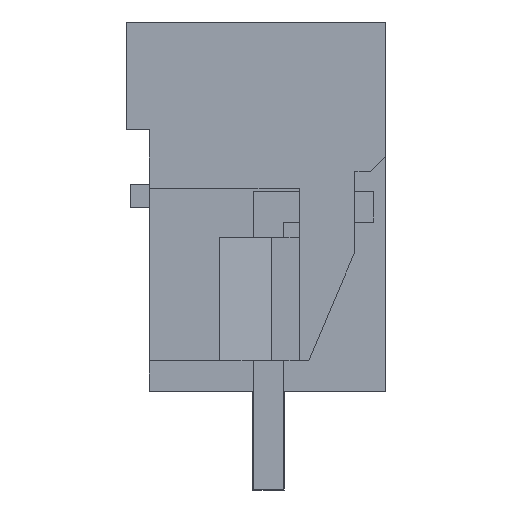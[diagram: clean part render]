
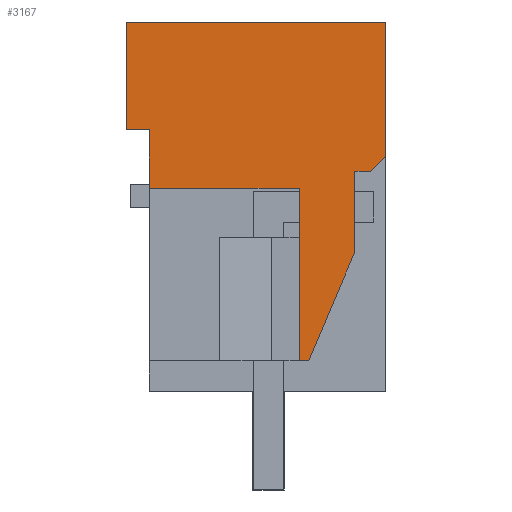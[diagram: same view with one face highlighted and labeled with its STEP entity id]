
A CAD part, left-side view. The second image highlights one B-rep face of the part: STEP entity #3167.
In plain terms, the highlighted planar face has unit normal (-1, 0, 0).
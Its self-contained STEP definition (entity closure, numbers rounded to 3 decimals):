
#3092=AXIS2_PLACEMENT_3D('Plane Axis2P3D',#3089,#3090,#3091) ;
#1521=CARTESIAN_POINT('Vertex',(0.,0.,15.2)) ;
#1524=CARTESIAN_POINT('Line Origine',(0.,0.,13.023)) ;
#1528=CARTESIAN_POINT('Vertex',(0.,0.,10.846)) ;
#2203=CARTESIAN_POINT('Vertex',(0.,7.68,9.8)) ;
#2206=CARTESIAN_POINT('Line Origine',(0.,7.68,10.75)) ;
#2210=CARTESIAN_POINT('Vertex',(0.,7.68,11.7)) ;
#3070=CARTESIAN_POINT('Line Origine',(0.,0.25,10.596)) ;
#3074=CARTESIAN_POINT('Vertex',(0.,0.5,10.346)) ;
#3089=CARTESIAN_POINT('Axis2P3D Location',(0.,-1.5,3.2)) ;
#3094=CARTESIAN_POINT('Line Origine',(0.,4.215,15.2)) ;
#3098=CARTESIAN_POINT('Vertex',(0.,8.43,15.2)) ;
#3101=CARTESIAN_POINT('Line Origine',(0.,8.43,13.45)) ;
#3105=CARTESIAN_POINT('Vertex',(0.,8.43,11.7)) ;
#3108=CARTESIAN_POINT('Line Origine',(0.,8.055,11.7)) ;
#3113=CARTESIAN_POINT('Line Origine',(0.,5.245,9.8)) ;
#3117=CARTESIAN_POINT('Vertex',(0.,2.81,9.8)) ;
#3120=CARTESIAN_POINT('Line Origine',(0.,2.81,7.)) ;
#3124=CARTESIAN_POINT('Vertex',(0.,2.81,4.2)) ;
#3127=CARTESIAN_POINT('Line Origine',(0.,2.655,4.2)) ;
#3131=CARTESIAN_POINT('Vertex',(0.,2.501,4.2)) ;
#3134=CARTESIAN_POINT('Line Origine',(0.,1.752,5.968)) ;
#3138=CARTESIAN_POINT('Vertex',(0.,1.003,7.735)) ;
#3141=CARTESIAN_POINT('Line Origine',(0.,1.003,9.041)) ;
#3145=CARTESIAN_POINT('Vertex',(0.,1.003,10.346)) ;
#3148=CARTESIAN_POINT('Line Origine',(0.,0.751,10.346)) ;
#1525=DIRECTION('Vector Direction',(0.,0.,1.)) ;
#2207=DIRECTION('Vector Direction',(0.,0.,-1.)) ;
#3071=DIRECTION('Vector Direction',(0.,-0.707,0.707)) ;
#3090=DIRECTION('Axis2P3D Direction',(-1.,0.,0.)) ;
#3091=DIRECTION('Axis2P3D XDirection',(0.,0.,1.)) ;
#3095=DIRECTION('Vector Direction',(0.,1.,0.)) ;
#3102=DIRECTION('Vector Direction',(0.,0.,-1.)) ;
#3109=DIRECTION('Vector Direction',(0.,-1.,0.)) ;
#3114=DIRECTION('Vector Direction',(0.,-1.,0.)) ;
#3121=DIRECTION('Vector Direction',(0.,0.,-1.)) ;
#3128=DIRECTION('Vector Direction',(0.,1.,0.)) ;
#3135=DIRECTION('Vector Direction',(0.,0.39,-0.921)) ;
#3142=DIRECTION('Vector Direction',(0.,0.,-1.)) ;
#3149=DIRECTION('Vector Direction',(0.,-1.,0.)) ;
#1526=VECTOR('Line Direction',#1525,1.) ;
#2208=VECTOR('Line Direction',#2207,1.) ;
#3072=VECTOR('Line Direction',#3071,1.) ;
#3096=VECTOR('Line Direction',#3095,1.) ;
#3103=VECTOR('Line Direction',#3102,1.) ;
#3110=VECTOR('Line Direction',#3109,1.) ;
#3115=VECTOR('Line Direction',#3114,1.) ;
#3122=VECTOR('Line Direction',#3121,1.) ;
#3129=VECTOR('Line Direction',#3128,1.) ;
#3136=VECTOR('Line Direction',#3135,1.) ;
#3143=VECTOR('Line Direction',#3142,1.) ;
#3150=VECTOR('Line Direction',#3149,1.) ;
#3154=ORIENTED_EDGE('',*,*,#1530,.T.) ;
#3155=ORIENTED_EDGE('',*,*,#3100,.T.) ;
#3156=ORIENTED_EDGE('',*,*,#3107,.T.) ;
#3157=ORIENTED_EDGE('',*,*,#3112,.T.) ;
#3158=ORIENTED_EDGE('',*,*,#2212,.T.) ;
#3159=ORIENTED_EDGE('',*,*,#3119,.T.) ;
#3160=ORIENTED_EDGE('',*,*,#3126,.T.) ;
#3161=ORIENTED_EDGE('',*,*,#3133,.F.) ;
#3162=ORIENTED_EDGE('',*,*,#3140,.F.) ;
#3163=ORIENTED_EDGE('',*,*,#3147,.F.) ;
#3164=ORIENTED_EDGE('',*,*,#3152,.F.) ;
#3165=ORIENTED_EDGE('',*,*,#3076,.F.) ;
#3167=ADVANCED_FACE('HOUSING',(#3166),#3093,.T.) ;
#1530=EDGE_CURVE('',#1529,#1522,#1527,.T.) ;
#2212=EDGE_CURVE('',#2211,#2204,#2209,.T.) ;
#3076=EDGE_CURVE('',#1529,#3075,#3073,.F.) ;
#3100=EDGE_CURVE('',#1522,#3099,#3097,.T.) ;
#3107=EDGE_CURVE('',#3099,#3106,#3104,.T.) ;
#3112=EDGE_CURVE('',#3106,#2211,#3111,.T.) ;
#3119=EDGE_CURVE('',#2204,#3118,#3116,.T.) ;
#3126=EDGE_CURVE('',#3118,#3125,#3123,.T.) ;
#3133=EDGE_CURVE('',#3132,#3125,#3130,.T.) ;
#3140=EDGE_CURVE('',#3139,#3132,#3137,.T.) ;
#3147=EDGE_CURVE('',#3146,#3139,#3144,.T.) ;
#3152=EDGE_CURVE('',#3075,#3146,#3151,.F.) ;
#3153=EDGE_LOOP('',(#3154,#3155,#3156,#3157,#3158,#3159,#3160,#3161,#3162,#3163,#3164,#3165)) ;
#3166=FACE_OUTER_BOUND('',#3153,.T.) ;
#1527=LINE('Line',#1524,#1526) ;
#2209=LINE('Line',#2206,#2208) ;
#3073=LINE('Line',#3070,#3072) ;
#3097=LINE('Line',#3094,#3096) ;
#3104=LINE('Line',#3101,#3103) ;
#3111=LINE('Line',#3108,#3110) ;
#3116=LINE('Line',#3113,#3115) ;
#3123=LINE('Line',#3120,#3122) ;
#3130=LINE('Line',#3127,#3129) ;
#3137=LINE('Line',#3134,#3136) ;
#3144=LINE('Line',#3141,#3143) ;
#3151=LINE('Line',#3148,#3150) ;
#3093=PLANE('',#3092) ;
#1522=VERTEX_POINT('',#1521) ;
#1529=VERTEX_POINT('',#1528) ;
#2204=VERTEX_POINT('',#2203) ;
#2211=VERTEX_POINT('',#2210) ;
#3075=VERTEX_POINT('',#3074) ;
#3099=VERTEX_POINT('',#3098) ;
#3106=VERTEX_POINT('',#3105) ;
#3118=VERTEX_POINT('',#3117) ;
#3125=VERTEX_POINT('',#3124) ;
#3132=VERTEX_POINT('',#3131) ;
#3139=VERTEX_POINT('',#3138) ;
#3146=VERTEX_POINT('',#3145) ;
